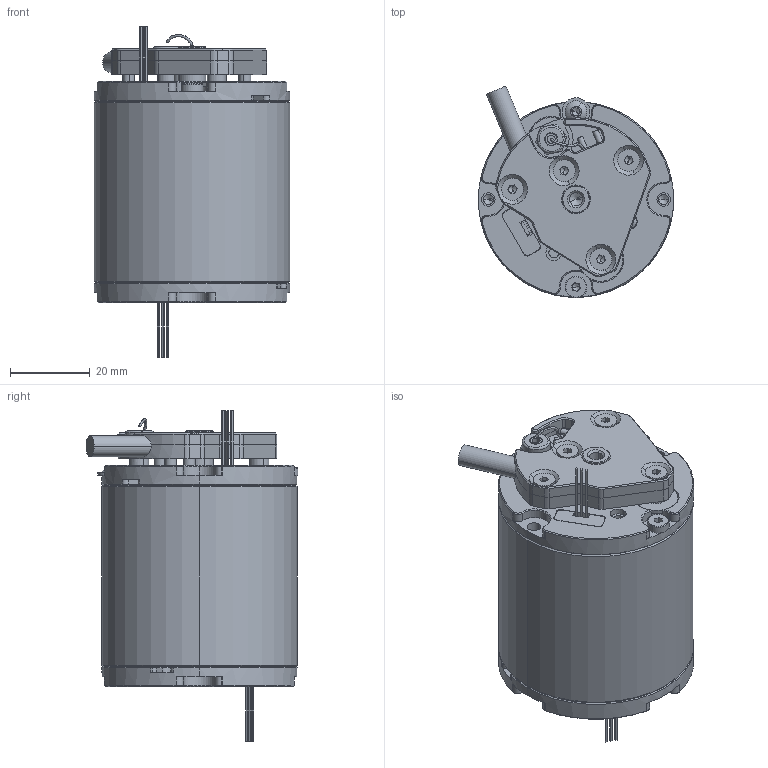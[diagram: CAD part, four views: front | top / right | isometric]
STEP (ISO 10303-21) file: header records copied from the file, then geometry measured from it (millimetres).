
FILE_DESCRIPTION (( 'STEP AP214' ), '1' );
FILE_NAME ('A760-920.STEP', '2024-11-07T06:18:35', ( '' ), ( '' ), 'SwSTEP 2.0', 'SolidWorks 2021', '' );
FILE_SCHEMA (( 'AUTOMOTIVE_DESIGN' ));
Length unit declared in the file: millimetre
Products named in the file (22): Díl1^A760-920; P760-919-005^A760-920; Sroub - ISO 7380-2_Sroub M3 x 8; Magnet^A760-920; P760-917-001; P760-917-007; Sroub - ISO 10642_Sroub M3 x 12 Z12; GFM-0709-12^A760-920; P760-919-003; Sroub - ISO 10642_Sroub M3 x 8 Z8; Sroub - DIN 7984_ Sroub_M 3 x 8; P760-919-004; Díl2^A760-920; GFM-0507-04^A760-920; Matice - ISO 10511_M4; P760-919-002; Matice - ISO 4035_Matice  M3 ; Cívka^A760-920; A760-920; Linear Hall Sensor DRV5053-Q1; Aliexpress A 2.5 Silicone Rubber Snap-on Hole Plug^A760-920; Díl3^A760-920
Assembly tree (29 placements, depth 2):
  Díl2^A760-920
  A760-920
    P760-917-001
    P760-919-002
    P760-919-003
    P760-919-004
    P760-919-005^A760-920
    P760-917-007
    Cívka^A760-920
    Linear Hall Sensor DRV5053-Q1  x2
    Magnet^A760-920  x2
    GFM-0507-04^A760-920  x2
    GFM-0709-12^A760-920  x2
    Matice - ISO 10511_M4
    Sroub - ISO 7380-2_Sroub M3 x 8
    Sroub - DIN 7984_ Sroub_M 3 x 8
    Aliexpress A 2.5 Silicone Rubber Snap-on Hole Plug^A760-920  x2
    Díl1^A760-920
    Matice - ISO 4035_Matice  M3   x3
    Díl3^A760-920
    Sroub - ISO 10642_Sroub M3 x 8 Z8  x3
    Sroub - ISO 10642_Sroub M3 x 12 Z12
Bounding box: 49 x 53.18 x 83 mm (x, y, z)
Volume: 92231.7 mm3; surface area: 57059.1 mm2
Topology: 29 solids, 29 shells, 1220 faces, 2904 edges, 1767 vertices
Faces by surface type: cylinder 464, plane 393, cone 299, torus 60, bspline 2, sphere 2
Entity records: 32680 total; most frequent: DIRECTION 5723, CARTESIAN_POINT 5552, ORIENTED_EDGE 4936, EDGE_CURVE 2468, AXIS2_PLACEMENT_3D 2272, VERTEX_POINT 1537, CIRCLE 1207, EDGE_LOOP 1197
